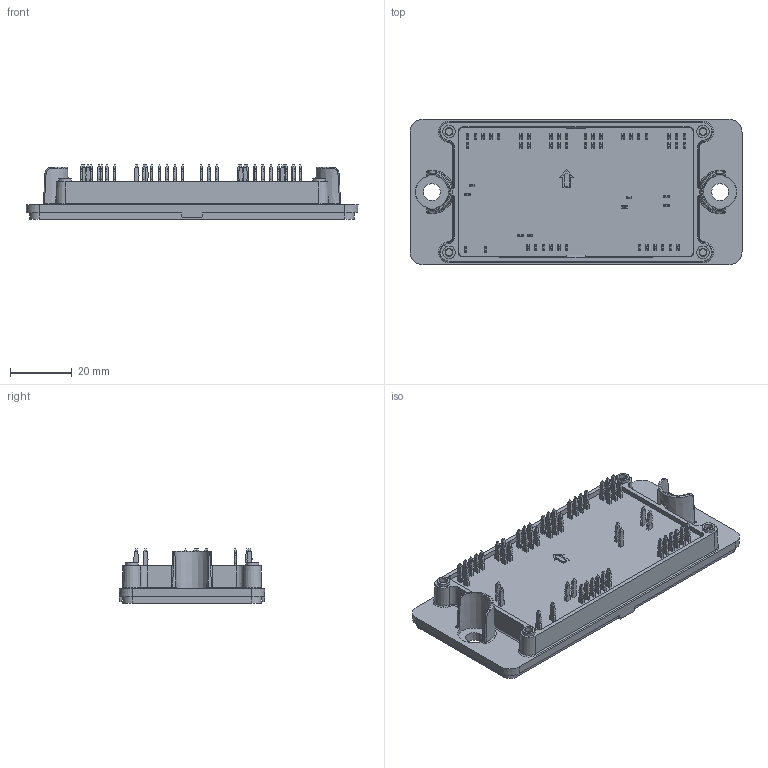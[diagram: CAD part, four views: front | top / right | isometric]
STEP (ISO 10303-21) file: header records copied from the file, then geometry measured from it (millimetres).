
FILE_DESCRIPTION(/* description */ ('Unknown'),/* implementation_level */ '2;1');
FILE_NAME(/* name */ 'Flow2-4T13Y-M660(540)-01-OL_wo_35_52_pin',/* time_stamp */ '2016-05-19T14:03:03+02:00',/* author */ ('Unknown'),/* organization */ ('Unknown'),/* preprocessor_version */ 'ST-DEVELOPER v16',/* originating_system */ 'DEX',/* authorisation */ $);
FILE_SCHEMA (('AP203_CONFIGURATION_CONTROLLED_3D_DESIGN_OF_MECHANICAL_PARTS_AND_ASSEMBLIES_MIM_LF { 1 0 10303 203 3 1 4 }','AUTOMOTIVE_DESIGN {1 0 10303 214 3 1 1}'));
Length unit declared in the file: millimetre
Products named in the file (1): Flow2-4T13Y-M660(560)-01-OL
Bounding box: 107.2 x 47 x 17.48 mm (x, y, z)
Volume: 44859.8 mm3; surface area: 18094.4 mm2
Topology: 1 solids, 1 shells, 1242 faces, 3460 edges, 2288 vertices
Faces by surface type: plane 804, cylinder 372, cone 34, torus 16, bspline 16
Full cylindrical faces by diameter (mm): 2.25 x4, 2.55 x4, 2.95 x2, 3 x4, 5.5 x2
Entity records: 43588 total; most frequent: CARTESIAN_POINT 11171, ORIENTED_EDGE 6832, DIRECTION 6660, EDGE_CURVE 3416, LINE 2546, VECTOR 2546, VERTEX_POINT 2278, AXIS2_PLACEMENT_3D 2057
